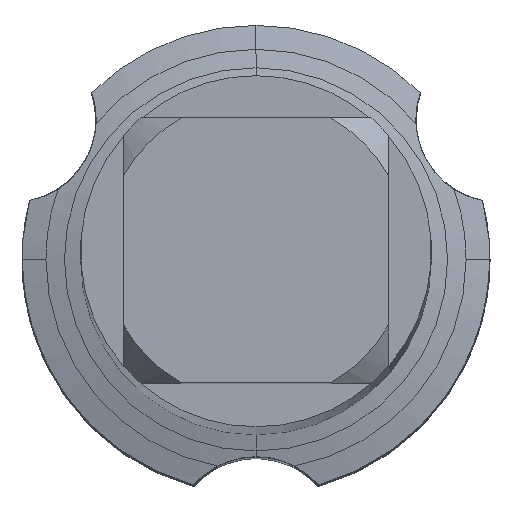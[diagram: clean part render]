
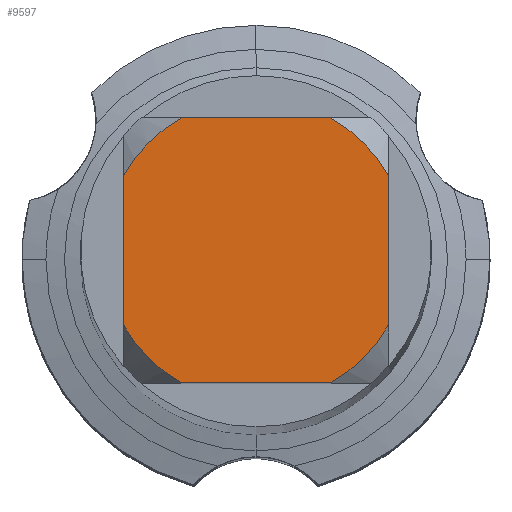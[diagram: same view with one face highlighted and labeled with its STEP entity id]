
A CAD part, top view. The second image highlights one B-rep face of the part: STEP entity #9597.
In plain terms, the highlighted planar face has unit normal (0, 0, 1).
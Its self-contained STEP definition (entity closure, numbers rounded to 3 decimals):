
#3763=VERTEX_POINT('',#10388);
#4329=EDGE_CURVE('',#5211,#4841,#11005,.T.);
#4841=VERTEX_POINT('',#11570);
#4889=VERTEX_POINT('',#11619);
#5103=EDGE_CURVE('',#4889,#5667,#11854,.T.);
#5211=VERTEX_POINT('',#11972);
#5505=EDGE_CURVE('',#6959,#5667,#12288,.T.);
#5667=VERTEX_POINT('',#12464);
#5855=VERTEX_POINT('',#12666);
#6205=VERTEX_POINT('',#13050);
#6727=EDGE_CURVE('',#6205,#5855,#13619,.T.);
#6959=VERTEX_POINT('',#13881);
#7197=EDGE_CURVE('',#4889,#5855,#14139,.T.);
#7211=EDGE_CURVE('',#6959,#4841,#14154,.T.);
#7415=EDGE_CURVE('',#5211,#3763,#14375,.T.);
#9597=ADVANCED_FACE('',(#16751),#16752,.T.);
#9615=EDGE_CURVE('',#6205,#3763,#16771,.T.);
#10388=CARTESIAN_POINT('',(-1.7,-0.955,0.0));
#11005=LINE('',#18996,#18997);
#11570=CARTESIAN_POINT('',(0.955,-1.7,0.0));
#11619=CARTESIAN_POINT('',(0.955,1.7,0.0));
#11854=CIRCLE('',#20370,1.95);
#11972=CARTESIAN_POINT('',(-0.955,-1.7,0.0));
#12288=LINE('',#21059,#21060);
#12464=CARTESIAN_POINT('',(1.7,0.955,0.0));
#12666=CARTESIAN_POINT('',(-0.955,1.7,0.0));
#13050=CARTESIAN_POINT('',(-1.7,0.955,0.0));
#13619=CIRCLE('',#23176,1.95);
#13881=CARTESIAN_POINT('',(1.7,-0.955,0.0));
#14139=LINE('',#23999,#24000);
#14154=CIRCLE('',#24019,1.95);
#14375=CIRCLE('',#24374,1.95);
#16751=FACE_OUTER_BOUND('',#28489,.T.);
#16752=PLANE('',#28490);
#16771=LINE('',#28517,#28518);
#18996=CARTESIAN_POINT('',(0.0,-1.7,0.0));
#18997=VECTOR('',#30353,1.0);
#20370=AXIS2_PLACEMENT_3D('',#31280,#31281,#31282);
#21059=CARTESIAN_POINT('',(1.7,0.488,0.0));
#21060=VECTOR('',#31722,1.0);
#23176=AXIS2_PLACEMENT_3D('',#33585,#33586,#33587);
#23999=CARTESIAN_POINT('',(0.0,1.7,0.0));
#24000=VECTOR('',#34209,1.0);
#24019=AXIS2_PLACEMENT_3D('',#34222,#34223,#34224);
#24374=AXIS2_PLACEMENT_3D('',#34442,#34443,#34444);
#28489=EDGE_LOOP('',(#36926,#36927,#36928,#36929,#36930,#36931,#36932,#36933));
#28490=AXIS2_PLACEMENT_3D('',#36934,#36935,#36936);
#28517=CARTESIAN_POINT('',(-1.7,0.488,0.0));
#28518=VECTOR('',#36956,1.0);
#30353=DIRECTION('',(1.0,0.0,0.0));
#31280=CARTESIAN_POINT('',(0.0,0.0,0.0));
#31281=DIRECTION('',(0.0,0.0,-1.0));
#31282=DIRECTION('',(0.0,1.0,0.0));
#31722=DIRECTION('',(-0.0,1.0,0.0));
#33585=CARTESIAN_POINT('',(0.0,0.0,0.0));
#33586=DIRECTION('',(0.0,0.0,-1.0));
#33587=DIRECTION('',(0.0,1.0,0.0));
#34209=DIRECTION('',(-1.0,0.0,0.0));
#34222=CARTESIAN_POINT('',(0.0,0.0,0.0));
#34223=DIRECTION('',(0.0,0.0,-1.0));
#34224=DIRECTION('',(0.0,1.0,0.0));
#34442=CARTESIAN_POINT('',(0.0,0.0,0.0));
#34443=DIRECTION('',(0.0,0.0,-1.0));
#34444=DIRECTION('',(0.0,1.0,0.0));
#36926=ORIENTED_EDGE('',*,*,#9615,.T.);
#36927=ORIENTED_EDGE('',*,*,#7415,.F.);
#36928=ORIENTED_EDGE('',*,*,#4329,.T.);
#36929=ORIENTED_EDGE('',*,*,#7211,.F.);
#36930=ORIENTED_EDGE('',*,*,#5505,.T.);
#36931=ORIENTED_EDGE('',*,*,#5103,.F.);
#36932=ORIENTED_EDGE('',*,*,#7197,.T.);
#36933=ORIENTED_EDGE('',*,*,#6727,.F.);
#36934=CARTESIAN_POINT('',(0.0,0.975,0.0));
#36935=DIRECTION('',(-0.0,0.0,1.0));
#36936=DIRECTION('',(0.0,-1.0,0.0));
#36956=DIRECTION('',(-0.0,-1.0,0.0));
